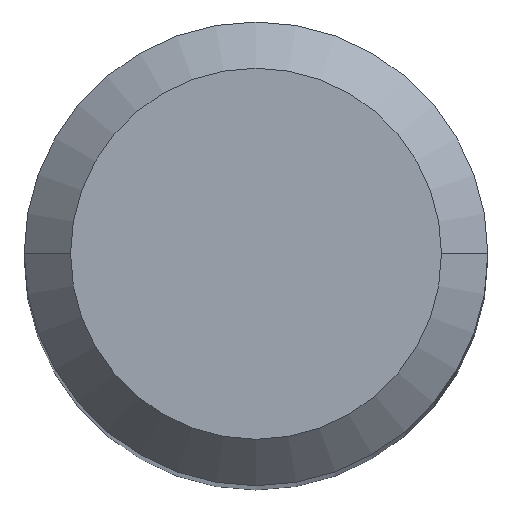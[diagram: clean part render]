
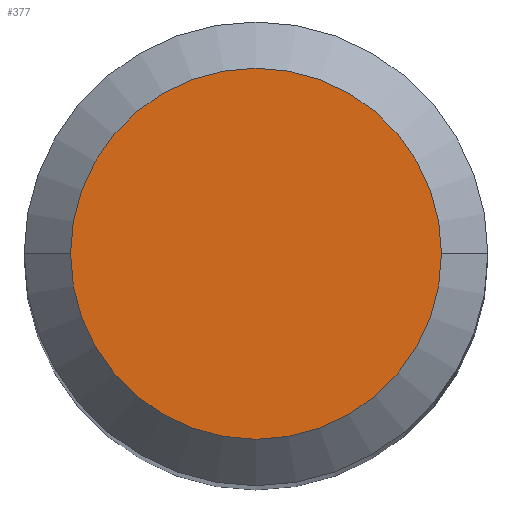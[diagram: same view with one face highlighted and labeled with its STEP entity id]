
A CAD part, top view. The second image highlights one B-rep face of the part: STEP entity #377.
In plain terms, the highlighted planar face has unit normal (0, 0, 1).
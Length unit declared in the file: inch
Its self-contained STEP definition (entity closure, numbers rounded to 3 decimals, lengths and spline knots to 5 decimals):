
#19 = AXIS2_PLACEMENT_3D ( 'NONE', #383, #20, #44 ) ;
#20 = DIRECTION ( 'NONE',  ( 0., 0., 1. ) ) ;
#27 = ORIENTED_EDGE ( 'NONE', *, *, #274, .T. ) ;
#44 = DIRECTION ( 'NONE',  ( 1., 0., 0. ) ) ;
#63 = CIRCLE ( 'NONE', #19, 0.09448 ) ;
#91 = AXIS2_PLACEMENT_3D ( 'NONE', #452, #196, #202 ) ;
#96 = CIRCLE ( 'NONE', #128, 0.09448 ) ;
#101 = VERTEX_POINT ( 'NONE', #302 ) ;
#128 = AXIS2_PLACEMENT_3D ( 'NONE', #272, #155, #276 ) ;
#134 = EDGE_CURVE ( 'NONE', #488, #101, #63, .T. ) ;
#155 = DIRECTION ( 'NONE',  ( 0., 0., 1. ) ) ;
#160 = FACE_OUTER_BOUND ( 'NONE', #471, .T. ) ;
#196 = DIRECTION ( 'NONE',  ( 0., 0., -1. ) ) ;
#202 = DIRECTION ( 'NONE',  ( -1., 0., 0. ) ) ;
#205 = CARTESIAN_POINT ( 'NONE',  ( 0.09448, 0., 0. ) ) ;
#272 = CARTESIAN_POINT ( 'NONE',  ( 0., 0., 0. ) ) ;
#274 = EDGE_CURVE ( 'NONE', #101, #488, #96, .T. ) ;
#276 = DIRECTION ( 'NONE',  ( 1., 0., 0. ) ) ;
#302 = CARTESIAN_POINT ( 'NONE',  ( -0.09448, 0., 0. ) ) ;
#377 = ADVANCED_FACE ( 'NONE', ( #160 ), #408, .F. ) ;
#383 = CARTESIAN_POINT ( 'NONE',  ( 0., 0., 0. ) ) ;
#408 = PLANE ( 'NONE',  #91 ) ;
#421 = ORIENTED_EDGE ( 'NONE', *, *, #134, .T. ) ;
#452 = CARTESIAN_POINT ( 'NONE',  ( 0., 0., 0. ) ) ;
#471 = EDGE_LOOP ( 'NONE', ( #27, #421 ) ) ;
#488 = VERTEX_POINT ( 'NONE', #205 ) ;
